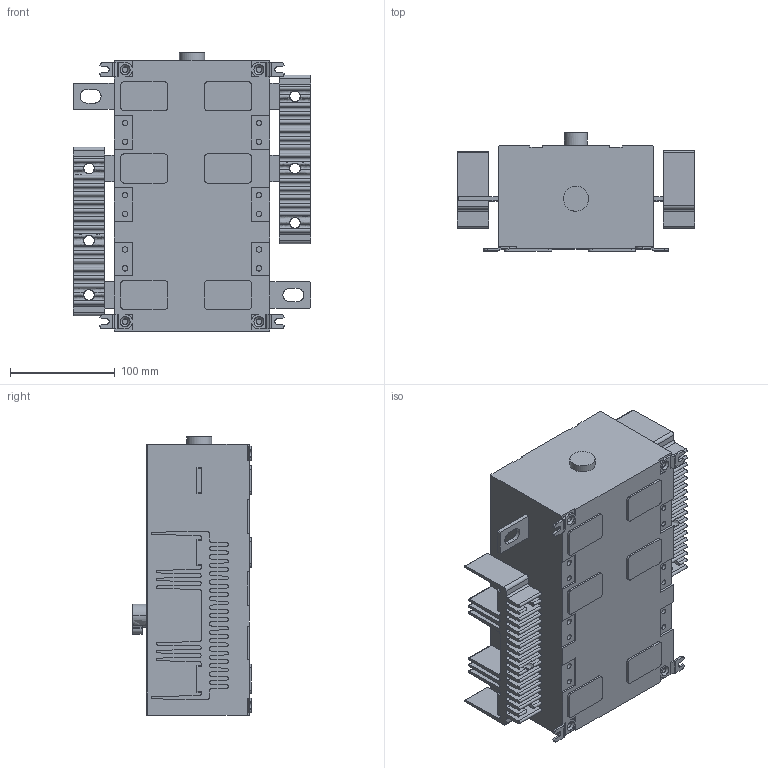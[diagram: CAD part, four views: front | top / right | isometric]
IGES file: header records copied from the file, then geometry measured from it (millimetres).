
Global section: file name: OTDC400USV12.igs; preprocessor: I-DEAS 3D IGES Translator 15; date: 20170627.101153; units: millimetre
Bounding box: 227 x 113.5 x 266 mm (x, y, z)
Volume: 4026045.9 mm3; surface area: 287357.6 mm2
Topology: 1 solids, 1 shells, 642 faces, 1789 edges, 1186 vertices
Faces by surface type: bspline 642
